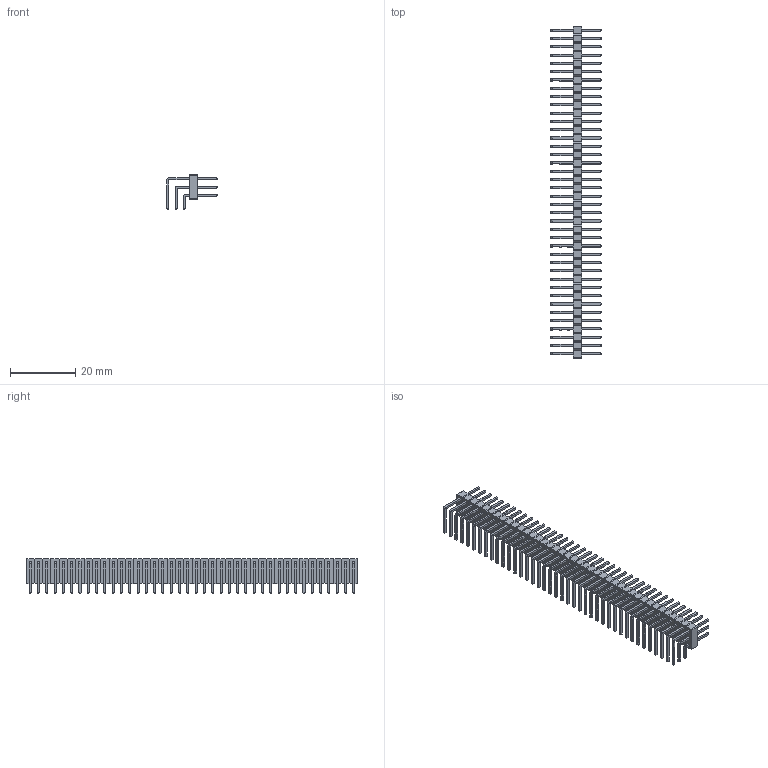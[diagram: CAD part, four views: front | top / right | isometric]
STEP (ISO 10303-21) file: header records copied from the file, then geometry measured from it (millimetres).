
FILE_DESCRIPTION(('FreeCAD Model'),'2;1');
FILE_NAME('Open CASCADE Shape Model','2023-06-25T15:24:58',( 'kicad StepUp'),('ksu MCAD'),'Open CASCADE STEP processor 7.6', 'FreeCAD','Unknown');
FILE_SCHEMA(('AUTOMOTIVE_DESIGN { 1 0 10303 214 1 1 1 1 }'));
Length unit declared in the file: millimetre
Products named in the file (161): PinHeader_3x40_P2.54mm_Horizontal; Body_01 - 3x01_P2.54_Horizontal; Pin_02 - 3x01_P2.54_Horizontal; Pin_03 - 3x01_P2.54_Horizontal; Pin_01 - 3x01_P2.54_Horizontal; Body; Body010; Body011; Body012; Body013; Body014; Body015; Body016; Body017; Body018; Body019; Body020; Body021; Body022; Body023; Body024; Body025; Body026; Body027; Body028; Body029; Body030; Body031; Body032; Body033; Body034; Body035; Body036; Body037; Body038; Body039; Body040; Body041; Body042; Body043 ...
Assembly tree (160 placements, depth 2):
  PinHeader_3x40_P2.54mm_Horizontal
    Body_01 - 3x01_P2.54_Horizontal
    Pin_02 - 3x01_P2.54_Horizontal
    Pin_03 - 3x01_P2.54_Horizontal
    Pin_01 - 3x01_P2.54_Horizontal
    Body
    Body010
    Body011
    Body012
    Body013
    Body014
    Body015
    Body016
    Body017
    Body018
    Body019
    Body020
    Body021
    Body022
    Body023
    Body024
    Body025
    Body026
    Body027
    Body028
    Body029
    Body030
    Body031
    Body032
    Body033
    Body034
    Body035
    Body036
    Body037
    Body038
    Body039
    Body040
    Body041
    Body042
    Body043
    Body044
    Body045
    Body046
    Body047
    Body048
    Body049
    Body050
    Body051
    Body052
    Body053
    Body054
    Body055
    Body056
    Body057
    Body058
    Body059
    Body060
    Body061
    Body062
    Body063
Bounding box: 15.44 x 101.6 x 10.62 mm (x, y, z)
Volume: 2768.2 mm3; surface area: 10169 mm2
Topology: 160 solids, 160 shells, 2920 faces, 6840 edges, 4240 vertices
Faces by surface type: plane 2800, cylinder 120
Entity records: 85259 total; most frequent: CARTESIAN_POINT 14161, ORIENTED_EDGE 13680, DIRECTION 13242, EDGE_CURVE 6840, LINE 6600, VECTOR 6600, VERTEX_POINT 4240, AXIS2_PLACEMENT_3D 3321
